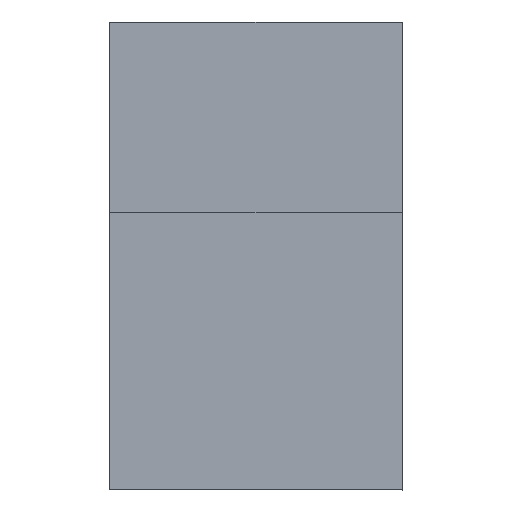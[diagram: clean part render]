
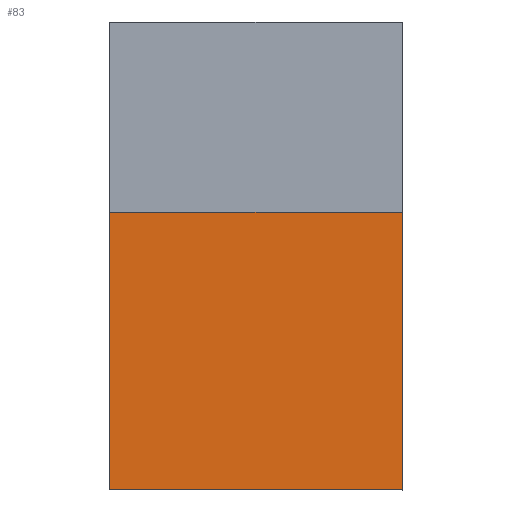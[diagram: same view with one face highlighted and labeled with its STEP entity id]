
A CAD part, left-side view. The second image highlights one B-rep face of the part: STEP entity #83.
In plain terms, the highlighted planar face has unit normal (-1, 0, 0).
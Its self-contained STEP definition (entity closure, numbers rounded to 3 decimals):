
#83=ADVANCED_FACE('NONE',(#160),#161,.T.);
#160=FACE_OUTER_BOUND('',#228,.T.);
#161=PLANE('',#229);
#228=EDGE_LOOP('',(#413,#414,#415,#416));
#229=AXIS2_PLACEMENT_3D('',#417,#418,#419);
#413=ORIENTED_EDGE('',*,*,#491,.T.);
#414=ORIENTED_EDGE('',*,*,#493,.T.);
#415=ORIENTED_EDGE('',*,*,#483,.T.);
#416=ORIENTED_EDGE('',*,*,#488,.T.);
#417=CARTESIAN_POINT('',(14.0,-20.0,14.0));
#418=DIRECTION('',(-1.0,0.,0.));
#419=DIRECTION('',(0.,0.0,1.0));
#483=EDGE_CURVE('NONE',#590,#591,#592,.T.);
#488=EDGE_CURVE('NONE',#591,#596,#598,.T.);
#491=EDGE_CURVE('NONE',#596,#600,#602,.T.);
#493=EDGE_CURVE('NONE',#600,#590,#604,.T.);
#590=VERTEX_POINT('NONE',#747);
#591=VERTEX_POINT('NONE',#748);
#592=LINE('',#749,#750);
#596=VERTEX_POINT('NONE',#756);
#598=LINE('',#759,#760);
#600=VERTEX_POINT('NONE',#762);
#602=LINE('',#765,#766);
#604=LINE('',#768,#769);
#747=CARTESIAN_POINT('',(14.,-20.0,-48.));
#748=CARTESIAN_POINT('',(14.0,-20.0,14.0));
#749=CARTESIAN_POINT('',(14.0,-20.0,14.0));
#750=VECTOR('',#818,1000.0);
#756=CARTESIAN_POINT('',(14.,20.0,14.0));
#759=CARTESIAN_POINT('',(14.0,-20.0,14.0));
#760=VECTOR('',#822,1000.0);
#762=CARTESIAN_POINT('',(14.,20.,-48.));
#765=CARTESIAN_POINT('',(14.0,20.0,14.0));
#766=VECTOR('',#824,1000.0);
#768=CARTESIAN_POINT('',(14.,-20.0,-48.));
#769=VECTOR('',#825,1000.0);
#818=DIRECTION('',(0.,0.0,1.0));
#822=DIRECTION('',(0.,1.0,0.));
#824=DIRECTION('',(0.,0.0,-1.0));
#825=DIRECTION('',(0.,-1.0,0.));
